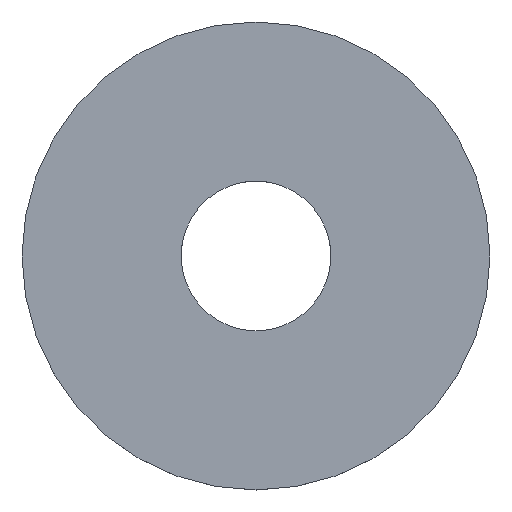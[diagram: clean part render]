
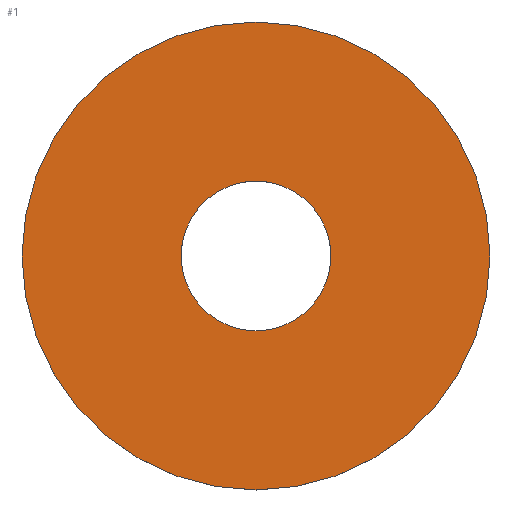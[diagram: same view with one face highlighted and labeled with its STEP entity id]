
A CAD part, top view. The second image highlights one B-rep face of the part: STEP entity #1.
In plain terms, the highlighted planar face has unit normal (0, 0, 1).
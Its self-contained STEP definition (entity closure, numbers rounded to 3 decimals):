
#1 = ADVANCED_FACE ( 'NONE', ( #12, #43 ), #96, .T. ) ;
#5 = EDGE_LOOP ( 'NONE', ( #6 ) ) ;
#6 = ORIENTED_EDGE ( 'NONE', *, *, #19, .F. ) ;
#12 = FACE_BOUND ( 'NONE', #111, .T. ) ;
#19 = EDGE_CURVE ( 'NONE', #87, #87, #61, .T. ) ;
#27 = CARTESIAN_POINT ( 'NONE',  ( 0., 4., 0.8 ) ) ;
#36 = DIRECTION ( 'NONE',  ( 0., 1., 0. ) ) ;
#43 = FACE_OUTER_BOUND ( 'NONE', #5, .T. ) ;
#45 = ORIENTED_EDGE ( 'NONE', *, *, #134, .T. ) ;
#46 = DIRECTION ( 'NONE',  ( 0., 0., -1. ) ) ;
#52 = AXIS2_PLACEMENT_3D ( 'NONE', #27, #83, #147 ) ;
#59 = DIRECTION ( 'NONE',  ( 0., 0., -1. ) ) ;
#61 = CIRCLE ( 'NONE', #110, 12.5 ) ;
#80 = CIRCLE ( 'NONE', #95, 4. ) ;
#83 = DIRECTION ( 'NONE',  ( 0., 0., 1. ) ) ;
#85 = VERTEX_POINT ( 'NONE', #163 ) ;
#87 = VERTEX_POINT ( 'NONE', #151 ) ;
#95 = AXIS2_PLACEMENT_3D ( 'NONE', #138, #59, #36 ) ;
#96 = PLANE ( 'NONE',  #52 ) ;
#97 = DIRECTION ( 'NONE',  ( 0., 1., 0. ) ) ;
#110 = AXIS2_PLACEMENT_3D ( 'NONE', #116, #46, #97 ) ;
#111 = EDGE_LOOP ( 'NONE', ( #45 ) ) ;
#116 = CARTESIAN_POINT ( 'NONE',  ( 0., 0., 0.8 ) ) ;
#134 = EDGE_CURVE ( 'NONE', #85, #85, #80, .T. ) ;
#138 = CARTESIAN_POINT ( 'NONE',  ( 0., 0., 0.8 ) ) ;
#147 = DIRECTION ( 'NONE',  ( 0., -1., 0. ) ) ;
#151 = CARTESIAN_POINT ( 'NONE',  ( 0., 12.5, 0.8 ) ) ;
#163 = CARTESIAN_POINT ( 'NONE',  ( 0., 4., 0.8 ) ) ;
